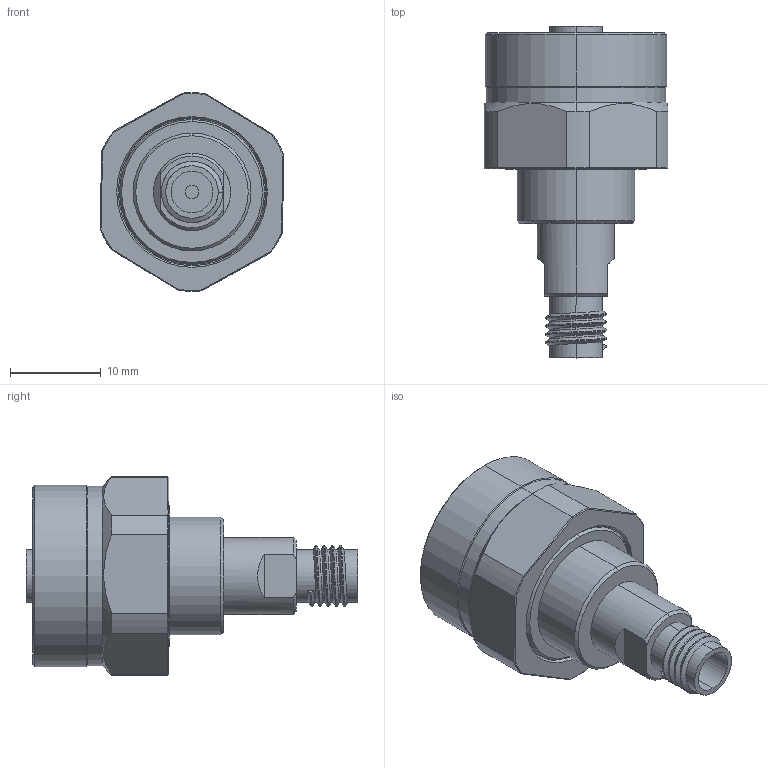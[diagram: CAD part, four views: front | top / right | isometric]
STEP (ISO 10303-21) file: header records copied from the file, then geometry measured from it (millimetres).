
FILE_DESCRIPTION (( 'STEP AP214' ), '1' );
FILE_NAME ('PE9974_3D.STEP', '2021-08-18T17:53:46', ( '' ), ( '' ), 'SwSTEP 2.0', 'SolidWorks 2021', '' );
FILE_SCHEMA (( 'AUTOMOTIVE_DESIGN' ));
Length unit declared in the file: millimetre
Products named in the file (1): PE9974_3D
Bounding box: 20.28 x 36.6 x 21.9 mm (x, y, z)
Volume: 4950.4 mm3; surface area: 3610 mm2
Topology: 1 solids, 1 shells, 130 faces, 315 edges, 201 vertices
Faces by surface type: cylinder 57, plane 37, cone 28, bspline 8
Entity records: 5969 total; most frequent: CARTESIAN_POINT 3069, ORIENTED_EDGE 630, DIRECTION 574, EDGE_CURVE 315, AXIS2_PLACEMENT_3D 230, VERTEX_POINT 201, EDGE_LOOP 144, FACE_OUTER_BOUND 130
